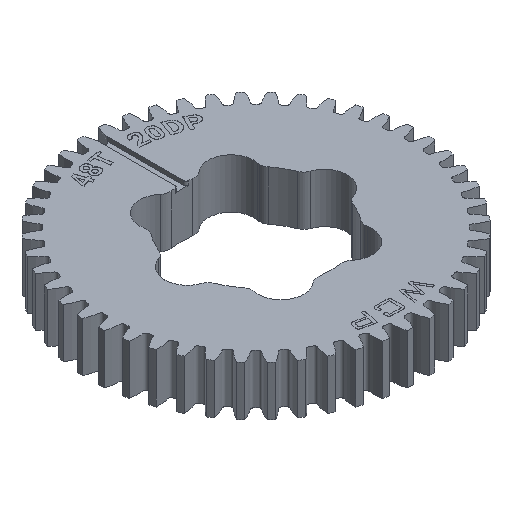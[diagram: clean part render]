
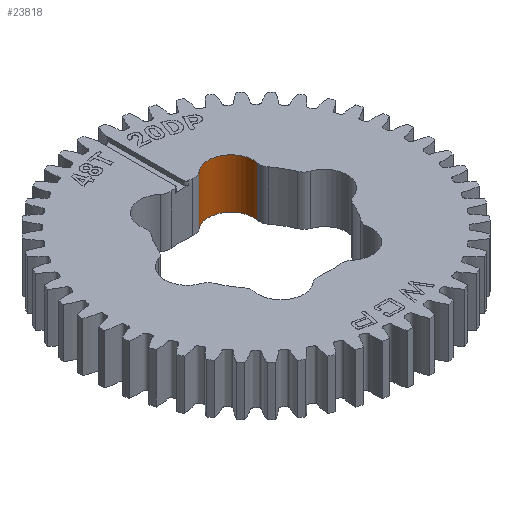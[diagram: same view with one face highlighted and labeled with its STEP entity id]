
A CAD part, isometric view. The second image highlights one B-rep face of the part: STEP entity #23818.
In plain terms, the highlighted cylindrical face has radius 4.366 mm (diameter 8.731 mm), a partial arc.
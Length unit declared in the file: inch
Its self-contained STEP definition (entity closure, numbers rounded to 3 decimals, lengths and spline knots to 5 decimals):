
#130 = CARTESIAN_POINT ( 'NONE',  ( 0.25781, 0.44654, -0.1875 ) ) ;
#204 = VECTOR ( 'NONE', #4869, 39.37008 ) ;
#325 = ORIENTED_EDGE ( 'NONE', *, *, #1548, .T. ) ;
#889 = CARTESIAN_POINT ( 'NONE',  ( 0.42635, 0.41286, -0.1875 ) ) ;
#1202 = AXIS2_PLACEMENT_3D ( 'NONE', #130, #14494, #4570 ) ;
#1548 = EDGE_CURVE ( 'NONE', #19124, #10478, #16638, .T. ) ;
#3297 = LINE ( 'NONE', #10991, #204 ) ;
#3771 = AXIS2_PLACEMENT_3D ( 'NONE', #6359, #12357, #20192 ) ;
#4570 = DIRECTION ( 'NONE',  ( 1., 0., 0. ) ) ;
#4747 = CARTESIAN_POINT ( 'NONE',  ( 0.14437, 0.57566, -0.1875 ) ) ;
#4869 = DIRECTION ( 'NONE',  ( 0., 0., -1. ) ) ;
#5514 = AXIS2_PLACEMENT_3D ( 'NONE', #19824, #11734, #24139 ) ;
#6359 = CARTESIAN_POINT ( 'NONE',  ( 0.25781, 0.44654, 0.25 ) ) ;
#6839 = EDGE_CURVE ( 'NONE', #23514, #17051, #13867, .T. ) ;
#8442 = FACE_OUTER_BOUND ( 'NONE', #17758, .T. ) ;
#8466 = ORIENTED_EDGE ( 'NONE', *, *, #22870, .F. ) ;
#10367 = ORIENTED_EDGE ( 'NONE', *, *, #15425, .T. ) ;
#10451 = CARTESIAN_POINT ( 'NONE',  ( 0.42635, 0.41286, 0.1875 ) ) ;
#10478 = VERTEX_POINT ( 'NONE', #889 ) ;
#10991 = CARTESIAN_POINT ( 'NONE',  ( 0.14437, 0.57566, 0.25 ) ) ;
#11734 = DIRECTION ( 'NONE',  ( 0., 0., -1. ) ) ;
#12357 = DIRECTION ( 'NONE',  ( 0., 0., -1. ) ) ;
#12588 = VECTOR ( 'NONE', #20607, 39.37008 ) ;
#12650 = LINE ( 'NONE', #18510, #12588 ) ;
#13867 = CIRCLE ( 'NONE', #5514, 0.17188 ) ;
#14494 = DIRECTION ( 'NONE',  ( 0., 0., -1. ) ) ;
#15425 = EDGE_CURVE ( 'NONE', #23514, #19124, #3297, .T. ) ;
#16638 = CIRCLE ( 'NONE', #1202, 0.17188 ) ;
#17030 = ORIENTED_EDGE ( 'NONE', *, *, #6839, .F. ) ;
#17051 = VERTEX_POINT ( 'NONE', #10451 ) ;
#17758 = EDGE_LOOP ( 'NONE', ( #17030, #10367, #325, #8466 ) ) ;
#18033 = CARTESIAN_POINT ( 'NONE',  ( 0.14437, 0.57566, 0.1875 ) ) ;
#18510 = CARTESIAN_POINT ( 'NONE',  ( 0.42635, 0.41286, 0.25 ) ) ;
#19124 = VERTEX_POINT ( 'NONE', #4747 ) ;
#19824 = CARTESIAN_POINT ( 'NONE',  ( 0.25781, 0.44654, 0.1875 ) ) ;
#20192 = DIRECTION ( 'NONE',  ( -1., 0., 0. ) ) ;
#20320 = CYLINDRICAL_SURFACE ( 'NONE', #3771, 0.17188 ) ;
#20607 = DIRECTION ( 'NONE',  ( 0., 0., -1. ) ) ;
#22870 = EDGE_CURVE ( 'NONE', #17051, #10478, #12650, .T. ) ;
#23514 = VERTEX_POINT ( 'NONE', #18033 ) ;
#23818 = ADVANCED_FACE ( 'NONE', ( #8442 ), #20320, .F. ) ;
#24139 = DIRECTION ( 'NONE',  ( 1., 0., 0. ) ) ;
